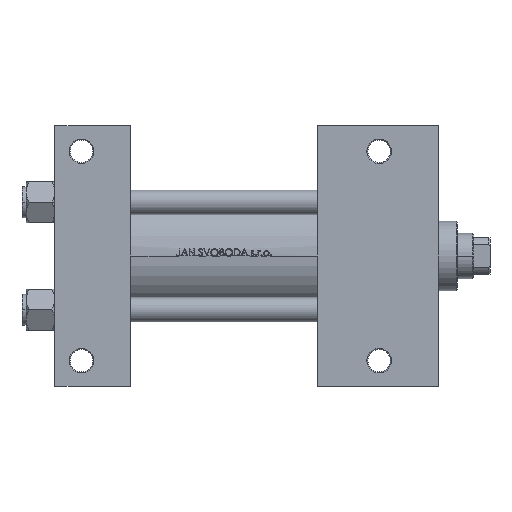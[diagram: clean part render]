
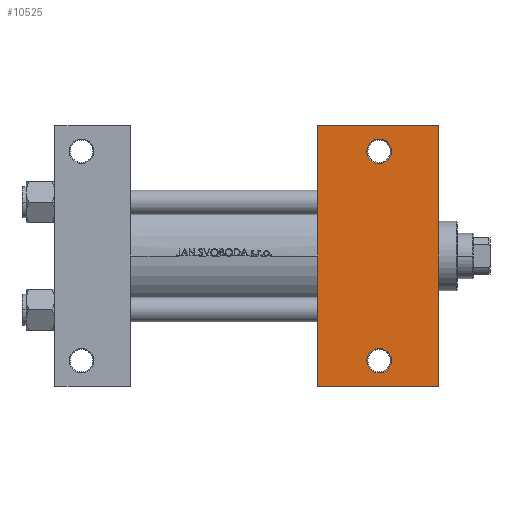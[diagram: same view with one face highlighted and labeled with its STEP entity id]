
A CAD part, front view. The second image highlights one B-rep face of the part: STEP entity #10525.
In plain terms, the highlighted face is planar.
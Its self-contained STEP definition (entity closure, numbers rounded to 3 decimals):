
#1409 = CARTESIAN_POINT ( 'NONE',  ( 128., -63.5, -37.5 ) ) ;
#1750 = ORIENTED_EDGE ( 'NONE', *, *, #2305, .T. ) ;
#1967 = CIRCLE ( 'NONE', #37746, 5.999 ) ;
#2305 = EDGE_CURVE ( 'NONE', #47987, #5284, #30888, .T. ) ;
#2434 = EDGE_LOOP ( 'NONE', ( #9577, #42313 ) ) ;
#2632 = CARTESIAN_POINT ( 'NONE',  ( 158., 51., -37.5 ) ) ;
#2741 = LINE ( 'NONE', #47822, #39939 ) ;
#2890 = FACE_BOUND ( 'NONE', #2434, .T. ) ;
#3375 = DIRECTION ( 'NONE',  ( 0., 0., 1. ) ) ;
#3679 = VERTEX_POINT ( 'NONE', #12249 ) ;
#3770 = CARTESIAN_POINT ( 'NONE',  ( 158., 51., -37.5 ) ) ;
#3876 = FACE_BOUND ( 'NONE', #20033, .T. ) ;
#5284 = VERTEX_POINT ( 'NONE', #1409 ) ;
#5308 = EDGE_LOOP ( 'NONE', ( #44514, #38448, #23617, #1750 ) ) ;
#5850 = LINE ( 'NONE', #38974, #7472 ) ;
#6688 = CIRCLE ( 'NONE', #48050, 5.999 ) ;
#6773 = EDGE_CURVE ( 'NONE', #22809, #3679, #38780, .T. ) ;
#7134 = FACE_OUTER_BOUND ( 'NONE', #5308, .T. ) ;
#7472 = VECTOR ( 'NONE', #28028, 1000. ) ;
#7977 = CARTESIAN_POINT ( 'NONE',  ( 128., -63.5, -37.5 ) ) ;
#9451 = CARTESIAN_POINT ( 'NONE',  ( 152.001, -51., -37.5 ) ) ;
#9514 = CARTESIAN_POINT ( 'NONE',  ( 187., 37.5, -37.5 ) ) ;
#9577 = ORIENTED_EDGE ( 'NONE', *, *, #6773, .T. ) ;
#9583 = EDGE_CURVE ( 'NONE', #3679, #22809, #20642, .T. ) ;
#10119 = VERTEX_POINT ( 'NONE', #9451 ) ;
#10525 = ADVANCED_FACE ( 'NONE', ( #2890, #3876, #7134 ), #26302, .T. ) ;
#11767 = CARTESIAN_POINT ( 'NONE',  ( 163.999, -51., -37.5 ) ) ;
#12249 = CARTESIAN_POINT ( 'NONE',  ( 163.999, 51., -37.5 ) ) ;
#12783 = CARTESIAN_POINT ( 'NONE',  ( 158., -51., -37.5 ) ) ;
#16685 = ORIENTED_EDGE ( 'NONE', *, *, #44884, .T. ) ;
#16779 = DIRECTION ( 'NONE',  ( 0., 0., 1. ) ) ;
#19722 = DIRECTION ( 'NONE',  ( 0., 0., 1. ) ) ;
#20033 = EDGE_LOOP ( 'NONE', ( #36607, #16685 ) ) ;
#20642 = CIRCLE ( 'NONE', #46868, 5.999 ) ;
#21642 = VERTEX_POINT ( 'NONE', #11767 ) ;
#21879 = CARTESIAN_POINT ( 'NONE',  ( 158., -51., -37.5 ) ) ;
#22809 = VERTEX_POINT ( 'NONE', #41874 ) ;
#23617 = ORIENTED_EDGE ( 'NONE', *, *, #29107, .T. ) ;
#24437 = EDGE_CURVE ( 'NONE', #10119, #21642, #6688, .T. ) ;
#24686 = DIRECTION ( 'NONE',  ( 0., -1., 0. ) ) ;
#24705 = DIRECTION ( 'NONE',  ( 0., -1., 0. ) ) ;
#24967 = CARTESIAN_POINT ( 'NONE',  ( 187., 63.5, -37.5 ) ) ;
#25813 = DIRECTION ( 'NONE',  ( -1., 0., 0. ) ) ;
#26302 = PLANE ( 'NONE',  #31021 ) ;
#27627 = CARTESIAN_POINT ( 'NONE',  ( 187., -63.5, -37.5 ) ) ;
#28028 = DIRECTION ( 'NONE',  ( 1., 0., 0. ) ) ;
#28846 = DIRECTION ( 'NONE',  ( -1., 0., 0. ) ) ;
#29107 = EDGE_CURVE ( 'NONE', #42930, #47987, #32175, .T. ) ;
#30888 = LINE ( 'NONE', #7977, #48168 ) ;
#31021 = AXIS2_PLACEMENT_3D ( 'NONE', #33274, #34017, #25813 ) ;
#32175 = LINE ( 'NONE', #9514, #47425 ) ;
#33211 = AXIS2_PLACEMENT_3D ( 'NONE', #3770, #19722, #42356 ) ;
#33274 = CARTESIAN_POINT ( 'NONE',  ( 187., 37.5, -37.5 ) ) ;
#33758 = DIRECTION ( 'NONE',  ( -1., 0., 0. ) ) ;
#34017 = DIRECTION ( 'NONE',  ( 0., 0., -1. ) ) ;
#35579 = CARTESIAN_POINT ( 'NONE',  ( 128., 63.5, -37.5 ) ) ;
#36607 = ORIENTED_EDGE ( 'NONE', *, *, #24437, .T. ) ;
#37746 = AXIS2_PLACEMENT_3D ( 'NONE', #12783, #16779, #39410 ) ;
#38448 = ORIENTED_EDGE ( 'NONE', *, *, #42572, .T. ) ;
#38780 = CIRCLE ( 'NONE', #33211, 5.999 ) ;
#38974 = CARTESIAN_POINT ( 'NONE',  ( 128., 63.5, -37.5 ) ) ;
#39410 = DIRECTION ( 'NONE',  ( -1., 0., 0. ) ) ;
#39748 = EDGE_CURVE ( 'NONE', #45075, #5284, #2741, .T. ) ;
#39939 = VECTOR ( 'NONE', #24686, 1000. ) ;
#41874 = CARTESIAN_POINT ( 'NONE',  ( 152.001, 51., -37.5 ) ) ;
#42313 = ORIENTED_EDGE ( 'NONE', *, *, #9583, .T. ) ;
#42326 = DIRECTION ( 'NONE',  ( -1., 0., 0. ) ) ;
#42356 = DIRECTION ( 'NONE',  ( -1., 0., 0. ) ) ;
#42572 = EDGE_CURVE ( 'NONE', #45075, #42930, #5850, .T. ) ;
#42930 = VERTEX_POINT ( 'NONE', #24967 ) ;
#44514 = ORIENTED_EDGE ( 'NONE', *, *, #39748, .F. ) ;
#44884 = EDGE_CURVE ( 'NONE', #21642, #10119, #1967, .T. ) ;
#45075 = VERTEX_POINT ( 'NONE', #35579 ) ;
#46868 = AXIS2_PLACEMENT_3D ( 'NONE', #2632, #3375, #33758 ) ;
#47425 = VECTOR ( 'NONE', #24705, 1000. ) ;
#47822 = CARTESIAN_POINT ( 'NONE',  ( 128., 37.5, -37.5 ) ) ;
#47987 = VERTEX_POINT ( 'NONE', #27627 ) ;
#48050 = AXIS2_PLACEMENT_3D ( 'NONE', #21879, #48503, #28846 ) ;
#48168 = VECTOR ( 'NONE', #42326, 1000. ) ;
#48503 = DIRECTION ( 'NONE',  ( 0., 0., 1. ) ) ;
